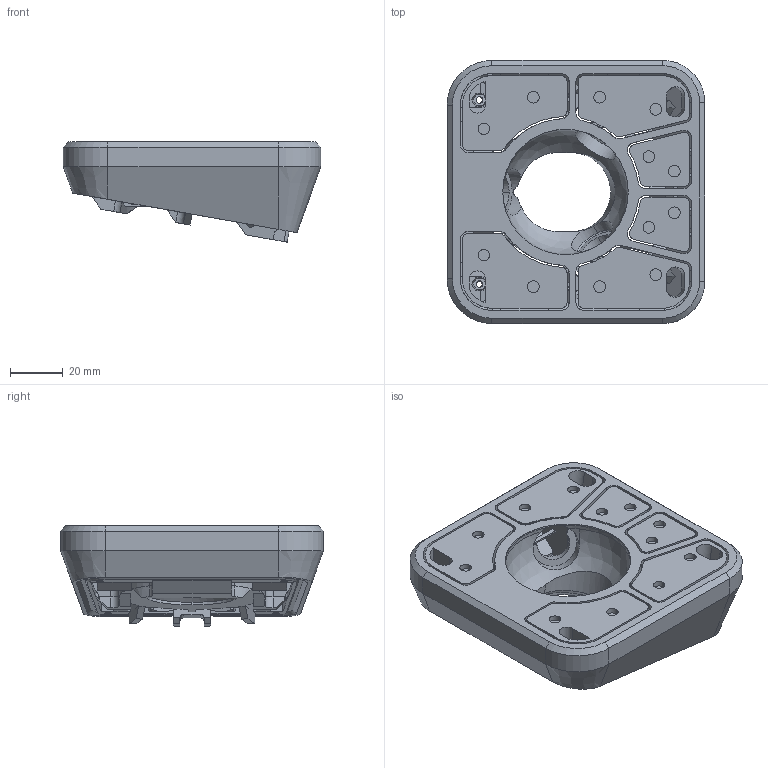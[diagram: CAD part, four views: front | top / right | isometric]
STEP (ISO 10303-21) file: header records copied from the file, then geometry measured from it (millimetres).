
FILE_DESCRIPTION (( 'STEP AP214' ), '1' );
FILE_NAME ('top.STEP', '2025-11-23T23:16:58', ( '' ), ( '' ), 'SwSTEP 2.0', 'SolidWorks 2025', '' );
FILE_SCHEMA (( 'AUTOMOTIVE_DESIGN' ));
Length unit declared in the file: millimetre
Products named in the file (1): top
Bounding box: 98 x 100 x 38.11 mm (x, y, z)
Volume: 123762.5 mm3; surface area: 62494.3 mm2
Topology: 1 solids, 3 shells, 918 faces, 2582 edges, 1670 vertices
Faces by surface type: plane 561, cylinder 281, cone 45, bspline 22, torus 6, sphere 3
Entity records: 31447 total; most frequent: CARTESIAN_POINT 8122, ORIENTED_EDGE 5154, DIRECTION 4523, EDGE_CURVE 2577, LINE 1827, VECTOR 1827, VERTEX_POINT 1667, AXIS2_PLACEMENT_3D 1348
